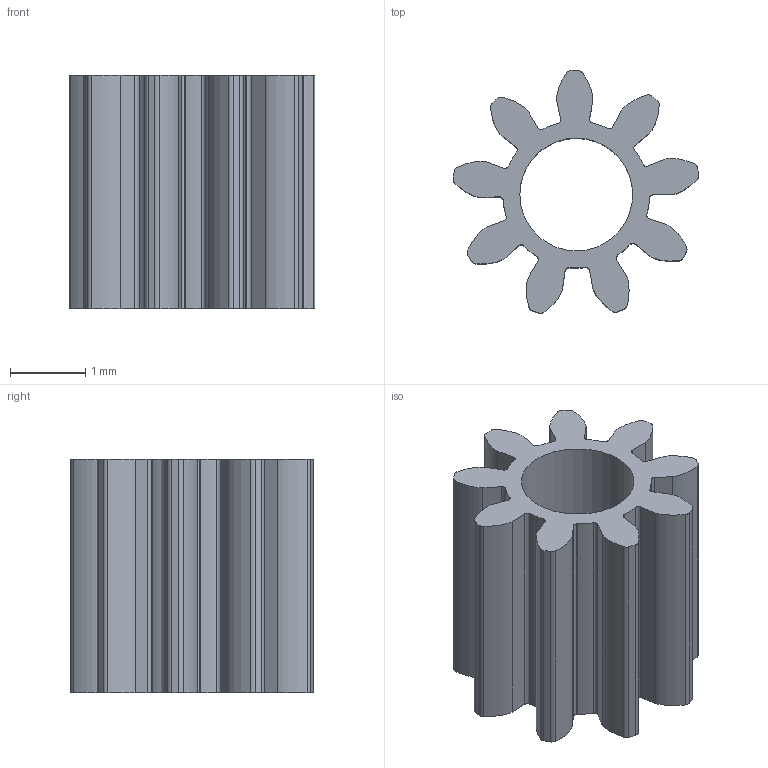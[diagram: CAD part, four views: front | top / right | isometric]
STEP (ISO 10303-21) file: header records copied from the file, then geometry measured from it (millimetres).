
FILE_DESCRIPTION (( 'STEP AP214' ), '1' );
FILE_NAME ('1_Gear 1 - Pinion_On_Motor.STEP', '2016-10-26T18:16:58', ( '' ), ( '' ), 'SwSTEP 2.0', 'SolidWorks 2016', '' );
FILE_SCHEMA (( 'AUTOMOTIVE_DESIGN' ));
Length unit declared in the file: millimetre
Products named in the file (1): 1_Gear 1 - Pinion_On_Motor
Bounding box: 3.27 x 3.23 x 3.1 mm (x, y, z)
Volume: 11.3 mm3; surface area: 74.8 mm2
Topology: 1 solids, 1 shells, 103 faces, 303 edges, 202 vertices
Faces by surface type: cylinder 65, plane 20, bspline 18
Entity records: 4929 total; most frequent: CARTESIAN_POINT 2139, ORIENTED_EDGE 606, DIRECTION 569, EDGE_CURVE 303, AXIS2_PLACEMENT_3D 216, VERTEX_POINT 202, LINE 137, VECTOR 137
